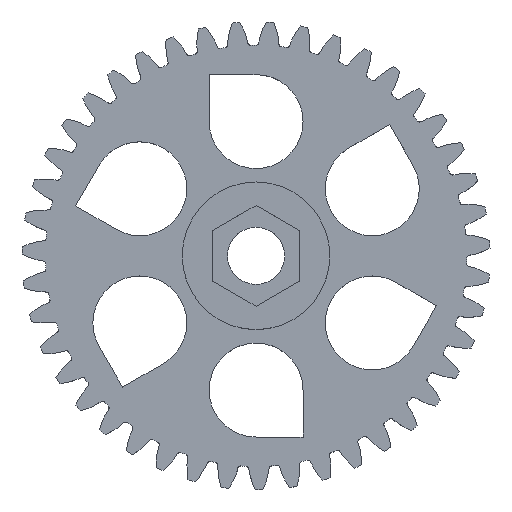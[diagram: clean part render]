
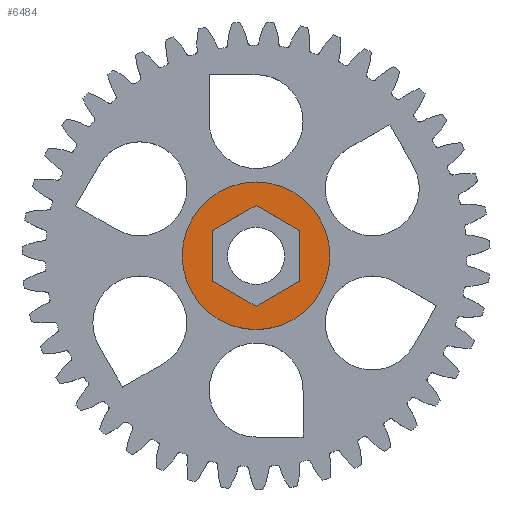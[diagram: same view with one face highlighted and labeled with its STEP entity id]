
A CAD part, top view. The second image highlights one B-rep face of the part: STEP entity #6484.
In plain terms, the highlighted planar face has unit normal (0, 0, 1).
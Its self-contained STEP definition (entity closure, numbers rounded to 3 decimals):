
#354 = VERTEX_POINT ( 'NONE', #374 ) ;
#374 = CARTESIAN_POINT ( 'NONE',  ( -6.5, -3.753, 6.5 ) ) ;
#397 = VERTEX_POINT ( 'NONE', #9974 ) ;
#482 = EDGE_CURVE ( 'NONE', #397, #1057, #1698, .T. ) ;
#488 = CARTESIAN_POINT ( 'NONE',  ( 3.25, -5.629, 6.5 ) ) ;
#713 = ORIENTED_EDGE ( 'NONE', *, *, #7844, .F. ) ;
#1057 = VERTEX_POINT ( 'NONE', #3393 ) ;
#1107 = CARTESIAN_POINT ( 'NONE',  ( 0., 0., 6.5 ) ) ;
#1145 = VERTEX_POINT ( 'NONE', #6380 ) ;
#1172 = FACE_OUTER_BOUND ( 'NONE', #12192, .T. ) ;
#1195 = AXIS2_PLACEMENT_3D ( 'NONE', #7012, #1210, #7957 ) ;
#1210 = DIRECTION ( 'NONE',  ( 0., 0., 1. ) ) ;
#1245 = DIRECTION ( 'NONE',  ( -0.866, 0.5, 0. ) ) ;
#1373 = EDGE_CURVE ( 'NONE', #7916, #354, #4358, .T. ) ;
#1432 = LINE ( 'NONE', #2782, #11043 ) ;
#1669 = VECTOR ( 'NONE', #1245, 1000. ) ;
#1698 = CIRCLE ( 'NONE', #2357, 11. ) ;
#1728 = CARTESIAN_POINT ( 'NONE',  ( -6.5, 0., 6.5 ) ) ;
#1831 = EDGE_CURVE ( 'NONE', #10797, #10142, #9058, .T. ) ;
#1932 = EDGE_CURVE ( 'NONE', #4388, #1145, #10979, .T. ) ;
#1982 = ORIENTED_EDGE ( 'NONE', *, *, #8570, .F. ) ;
#2140 = DIRECTION ( 'NONE',  ( 0., 0., 1. ) ) ;
#2222 = DIRECTION ( 'NONE',  ( 0., -1., 0. ) ) ;
#2303 = CARTESIAN_POINT ( 'NONE',  ( -3.25, 5.629, 6.5 ) ) ;
#2357 = AXIS2_PLACEMENT_3D ( 'NONE', #4811, #2140, #6307 ) ;
#2782 = CARTESIAN_POINT ( 'NONE',  ( 6.5, 0., 6.5 ) ) ;
#3067 = CARTESIAN_POINT ( 'NONE',  ( 0., 7.506, 6.5 ) ) ;
#3260 = DIRECTION ( 'NONE',  ( -0.866, -0.5, 0. ) ) ;
#3393 = CARTESIAN_POINT ( 'NONE',  ( 11., 0., 6.5 ) ) ;
#3648 = DIRECTION ( 'NONE',  ( 0.866, -0.5, 0. ) ) ;
#4006 = PLANE ( 'NONE',  #7920 ) ;
#4358 = LINE ( 'NONE', #1728, #9509 ) ;
#4388 = VERTEX_POINT ( 'NONE', #8426 ) ;
#4639 = EDGE_CURVE ( 'NONE', #1057, #397, #11544, .T. ) ;
#4811 = CARTESIAN_POINT ( 'NONE',  ( 0., 0., 6.5 ) ) ;
#4975 = DIRECTION ( 'NONE',  ( 1., 0., 0. ) ) ;
#5694 = ORIENTED_EDGE ( 'NONE', *, *, #1373, .F. ) ;
#6047 = CARTESIAN_POINT ( 'NONE',  ( 3.25, 5.629, 6.5 ) ) ;
#6143 = ORIENTED_EDGE ( 'NONE', *, *, #8011, .F. ) ;
#6307 = DIRECTION ( 'NONE',  ( 1., 0., 0. ) ) ;
#6380 = CARTESIAN_POINT ( 'NONE',  ( 6.5, -3.753, 6.5 ) ) ;
#6449 = ORIENTED_EDGE ( 'NONE', *, *, #1831, .F. ) ;
#6484 = ADVANCED_FACE ( 'NONE', ( #1172, #8559 ), #4006, .T. ) ;
#6590 = VECTOR ( 'NONE', #3648, 1000. ) ;
#6715 = ORIENTED_EDGE ( 'NONE', *, *, #4639, .T. ) ;
#6846 = VECTOR ( 'NONE', #9739, 1000. ) ;
#6946 = CARTESIAN_POINT ( 'NONE',  ( -6.5, 3.753, 6.5 ) ) ;
#7012 = CARTESIAN_POINT ( 'NONE',  ( 0., 0., 6.5 ) ) ;
#7638 = ORIENTED_EDGE ( 'NONE', *, *, #1932, .F. ) ;
#7690 = DIRECTION ( 'NONE',  ( 0., 1., 0. ) ) ;
#7844 = EDGE_CURVE ( 'NONE', #1145, #10797, #1432, .T. ) ;
#7916 = VERTEX_POINT ( 'NONE', #6946 ) ;
#7920 = AXIS2_PLACEMENT_3D ( 'NONE', #1107, #10754, #4975 ) ;
#7957 = DIRECTION ( 'NONE',  ( 1., 0., 0. ) ) ;
#8011 = EDGE_CURVE ( 'NONE', #10142, #7916, #9845, .T. ) ;
#8426 = CARTESIAN_POINT ( 'NONE',  ( 0., -7.506, 6.5 ) ) ;
#8559 = FACE_BOUND ( 'NONE', #12035, .T. ) ;
#8570 = EDGE_CURVE ( 'NONE', #354, #4388, #9112, .T. ) ;
#8605 = ORIENTED_EDGE ( 'NONE', *, *, #482, .T. ) ;
#9058 = LINE ( 'NONE', #6047, #1669 ) ;
#9112 = LINE ( 'NONE', #10389, #6590 ) ;
#9509 = VECTOR ( 'NONE', #2222, 1000. ) ;
#9739 = DIRECTION ( 'NONE',  ( 0.866, 0.5, 0. ) ) ;
#9845 = LINE ( 'NONE', #2303, #12062 ) ;
#9974 = CARTESIAN_POINT ( 'NONE',  ( -11., 0., 6.5 ) ) ;
#10142 = VERTEX_POINT ( 'NONE', #3067 ) ;
#10389 = CARTESIAN_POINT ( 'NONE',  ( -3.25, -5.629, 6.5 ) ) ;
#10754 = DIRECTION ( 'NONE',  ( 0., 0., 1. ) ) ;
#10797 = VERTEX_POINT ( 'NONE', #11310 ) ;
#10979 = LINE ( 'NONE', #488, #6846 ) ;
#11043 = VECTOR ( 'NONE', #7690, 1000. ) ;
#11310 = CARTESIAN_POINT ( 'NONE',  ( 6.5, 3.753, 6.5 ) ) ;
#11544 = CIRCLE ( 'NONE', #1195, 11. ) ;
#12035 = EDGE_LOOP ( 'NONE', ( #6449, #713, #7638, #1982, #5694, #6143 ) ) ;
#12062 = VECTOR ( 'NONE', #3260, 1000. ) ;
#12192 = EDGE_LOOP ( 'NONE', ( #6715, #8605 ) ) ;
